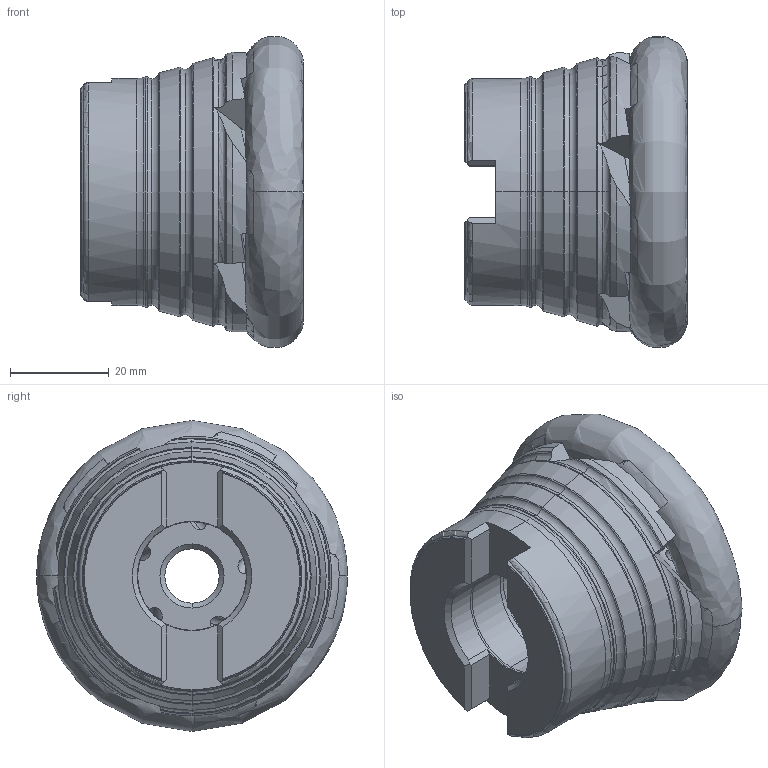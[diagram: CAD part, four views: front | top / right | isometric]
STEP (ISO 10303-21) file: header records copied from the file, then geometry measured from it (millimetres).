
FILE_DESCRIPTION (( 'STEP AP214' ), '1' );
FILE_NAME ('00RN_063_124_5.STEP', '2016-08-31T13:31:24', ( '' ), ( '' ), 'SwSTEP 2.0', 'SolidWorks 2016', '' );
FILE_SCHEMA (( 'AUTOMOTIVE_DESIGN' ));
Length unit declared in the file: millimetre
Products named in the file (1): 00RN_063_124_5
Bounding box: 45.09 x 62.98 x 62.98 mm (x, y, z)
Volume: 77492.5 mm3; surface area: 17171.2 mm2
Topology: 1 solids, 1 shells, 190 faces, 588 edges, 376 vertices
Faces by surface type: plane 63, cylinder 55, torus 44, cone 24, bspline 4
Entity records: 8894 total; most frequent: CARTESIAN_POINT 3925, ORIENTED_EDGE 1176, DIRECTION 892, EDGE_CURVE 588, VERTEX_POINT 376, AXIS2_PLACEMENT_3D 364, EDGE_LOOP 198, B_SPLINE_CURVE_WITH_KNOTS 192
